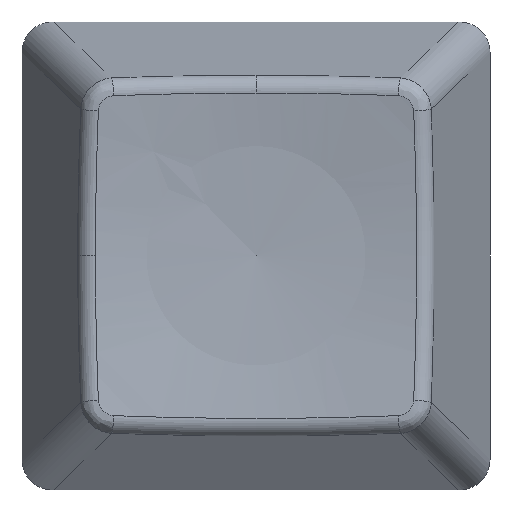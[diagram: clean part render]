
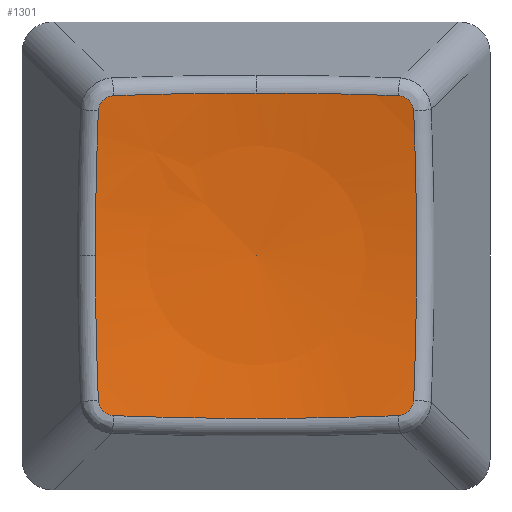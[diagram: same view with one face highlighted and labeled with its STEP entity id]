
A CAD part, top view. The second image highlights one B-rep face of the part: STEP entity #1301.
In plain terms, the highlighted spherical face has radius 43.833 mm.
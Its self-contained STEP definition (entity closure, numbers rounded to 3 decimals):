
#1140=CARTESIAN_POINT('',(-28.575,86.2,50.333));
#1141=DIRECTION('',(-0.,-0.,-1.));
#1142=DIRECTION('',(-0.702,0.712,-0.));
#1143=AXIS2_PLACEMENT_3D('',#1140,#1141,#1142);
#1144=SPHERICAL_SURFACE('',#1143,43.833);
#1145=CARTESIAN_POINT('',(-28.575,86.2,6.5));
#1146=VERTEX_POINT('',#1145);
#1147=CARTESIAN_POINT('',(-34.46,92.174,7.31));
#1148=VERTEX_POINT('',#1147);
#1149=CARTESIAN_POINT('',(-28.575,86.2,50.333));
#1150=DIRECTION('',(0.712,0.702,-0.));
#1151=DIRECTION('',(-0.702,0.712,-0.));
#1152=AXIS2_PLACEMENT_3D('',#1149,#1150,#1151);
#1153=CIRCLE('',#1152,43.833);
#1154=EDGE_CURVE('',#1146,#1148,#1153,.T.);
#1155=ORIENTED_EDGE('',*,*,#1154,.F.);
#1156=ORIENTED_EDGE('',*,*,#1154,.T.);
#1157=CARTESIAN_POINT('',(-34.638,91.766,7.28));
#1158=VERTEX_POINT('',#1157);
#1159=CARTESIAN_POINT('',(-34.05,92.352,7.281));
#1160=CARTESIAN_POINT('',(-34.126,92.349,7.29));
#1161=CARTESIAN_POINT('',(-34.201,92.332,7.297));
#1162=CARTESIAN_POINT('',(-34.271,92.302,7.302));
#1163=CARTESIAN_POINT('',(-34.341,92.271,7.307));
#1164=CARTESIAN_POINT('',(-34.405,92.228,7.31));
#1165=CARTESIAN_POINT('',(-34.459,92.175,7.31));
#1166=CARTESIAN_POINT('',(-34.513,92.121,7.31));
#1167=CARTESIAN_POINT('',(-34.557,92.057,7.307));
#1168=CARTESIAN_POINT('',(-34.587,91.987,7.302));
#1169=CARTESIAN_POINT('',(-34.617,91.918,7.297));
#1170=CARTESIAN_POINT('',(-34.635,91.843,7.289));
#1171=CARTESIAN_POINT('',(-34.638,91.766,7.28));
#1172=B_SPLINE_CURVE_WITH_KNOTS('',3,(#1159,#1160,#1161,#1162,#1163,#1164,#1165,#1166,#1167,#1168,#1169,#1170,#1171),.UNSPECIFIED.,.F.,.F.,(4,3,3,3,4),(0.,0.,0.,0.001,0.001),.UNSPECIFIED.);
#1173=EDGE_CURVE('',#1148,#1158,#1172,.T.);
#1174=ORIENTED_EDGE('',*,*,#1173,.T.);
#1175=CARTESIAN_POINT('',(-34.751,86.2,6.937));
#1176=VERTEX_POINT('',#1175);
#1177=CARTESIAN_POINT('',(-21.266,86.2,47.929));
#1178=DIRECTION('',(-0.95,0.,0.312));
#1179=DIRECTION('',(0.312,0.,0.95));
#1180=AXIS2_PLACEMENT_3D('',#1177,#1178,#1179);
#1181=CIRCLE('',#1180,43.152);
#1182=EDGE_CURVE('',#1158,#1176,#1181,.T.);
#1183=ORIENTED_EDGE('',*,*,#1182,.T.);
#1184=CARTESIAN_POINT('',(-34.638,80.634,7.28));
#1185=VERTEX_POINT('',#1184);
#1186=CARTESIAN_POINT('',(-21.266,86.2,47.929));
#1187=DIRECTION('',(-0.95,0.,0.312));
#1188=DIRECTION('',(0.312,0.,0.95));
#1189=AXIS2_PLACEMENT_3D('',#1186,#1187,#1188);
#1190=CIRCLE('',#1189,43.152);
#1191=EDGE_CURVE('',#1176,#1185,#1190,.T.);
#1192=ORIENTED_EDGE('',*,*,#1191,.T.);
#1193=CARTESIAN_POINT('',(-34.05,80.048,7.281));
#1194=VERTEX_POINT('',#1193);
#1195=CARTESIAN_POINT('',(-34.638,80.634,7.28));
#1196=CARTESIAN_POINT('',(-34.635,80.557,7.289));
#1197=CARTESIAN_POINT('',(-34.617,80.482,7.297));
#1198=CARTESIAN_POINT('',(-34.587,80.413,7.302));
#1199=CARTESIAN_POINT('',(-34.557,80.343,7.307));
#1200=CARTESIAN_POINT('',(-34.513,80.279,7.31));
#1201=CARTESIAN_POINT('',(-34.459,80.225,7.31));
#1202=CARTESIAN_POINT('',(-34.405,80.172,7.31));
#1203=CARTESIAN_POINT('',(-34.341,80.129,7.307));
#1204=CARTESIAN_POINT('',(-34.271,80.098,7.302));
#1205=CARTESIAN_POINT('',(-34.201,80.068,7.297));
#1206=CARTESIAN_POINT('',(-34.126,80.051,7.29));
#1207=CARTESIAN_POINT('',(-34.05,80.048,7.281));
#1208=B_SPLINE_CURVE_WITH_KNOTS('',3,(#1195,#1196,#1197,#1198,#1199,#1200,#1201,#1202,#1203,#1204,#1205,#1206,#1207),.UNSPECIFIED.,.F.,.F.,(4,3,3,3,4),(0.,0.,0.,0.001,0.001),.UNSPECIFIED.);
#1209=EDGE_CURVE('',#1185,#1194,#1208,.T.);
#1210=ORIENTED_EDGE('',*,*,#1209,.T.);
#1211=CARTESIAN_POINT('',(-23.1,80.048,7.281));
#1212=VERTEX_POINT('',#1211);
#1213=CARTESIAN_POINT('',(-28.575,92.969,48.196));
#1214=DIRECTION('',(0.,-0.954,0.301));
#1215=DIRECTION('',(0.,-0.301,-0.954));
#1216=AXIS2_PLACEMENT_3D('',#1213,#1214,#1215);
#1217=CIRCLE('',#1216,43.254);
#1218=EDGE_CURVE('',#1194,#1212,#1217,.T.);
#1219=ORIENTED_EDGE('',*,*,#1218,.T.);
#1220=CARTESIAN_POINT('',(-22.512,80.634,7.28));
#1221=VERTEX_POINT('',#1220);
#1222=CARTESIAN_POINT('',(-23.1,80.048,7.281));
#1223=CARTESIAN_POINT('',(-23.024,80.051,7.29));
#1224=CARTESIAN_POINT('',(-22.949,80.068,7.297));
#1225=CARTESIAN_POINT('',(-22.879,80.098,7.302));
#1226=CARTESIAN_POINT('',(-22.809,80.129,7.307));
#1227=CARTESIAN_POINT('',(-22.745,80.172,7.31));
#1228=CARTESIAN_POINT('',(-22.691,80.225,7.31));
#1229=CARTESIAN_POINT('',(-22.637,80.279,7.31));
#1230=CARTESIAN_POINT('',(-22.593,80.343,7.307));
#1231=CARTESIAN_POINT('',(-22.563,80.413,7.302));
#1232=CARTESIAN_POINT('',(-22.533,80.482,7.297));
#1233=CARTESIAN_POINT('',(-22.515,80.557,7.289));
#1234=CARTESIAN_POINT('',(-22.512,80.634,7.28));
#1235=B_SPLINE_CURVE_WITH_KNOTS('',3,(#1222,#1223,#1224,#1225,#1226,#1227,#1228,#1229,#1230,#1231,#1232,#1233,#1234),.UNSPECIFIED.,.F.,.F.,(4,3,3,3,4),(0.,0.,0.,0.001,0.001),.UNSPECIFIED.);
#1236=EDGE_CURVE('',#1212,#1221,#1235,.T.);
#1237=ORIENTED_EDGE('',*,*,#1236,.T.);
#1238=CARTESIAN_POINT('',(-22.512,91.766,7.28));
#1239=VERTEX_POINT('',#1238);
#1240=CARTESIAN_POINT('',(-35.884,86.2,47.929));
#1241=DIRECTION('',(0.95,0.,0.312));
#1242=DIRECTION('',(0.312,0.,-0.95));
#1243=AXIS2_PLACEMENT_3D('',#1240,#1241,#1242);
#1244=CIRCLE('',#1243,43.152);
#1245=EDGE_CURVE('',#1221,#1239,#1244,.T.);
#1246=ORIENTED_EDGE('',*,*,#1245,.T.);
#1247=CARTESIAN_POINT('',(-23.1,92.352,7.281));
#1248=VERTEX_POINT('',#1247);
#1249=CARTESIAN_POINT('',(-22.512,91.766,7.28));
#1250=CARTESIAN_POINT('',(-22.515,91.843,7.289));
#1251=CARTESIAN_POINT('',(-22.533,91.918,7.297));
#1252=CARTESIAN_POINT('',(-22.563,91.987,7.302));
#1253=CARTESIAN_POINT('',(-22.593,92.057,7.307));
#1254=CARTESIAN_POINT('',(-22.637,92.121,7.31));
#1255=CARTESIAN_POINT('',(-22.691,92.175,7.31));
#1256=CARTESIAN_POINT('',(-22.745,92.228,7.31));
#1257=CARTESIAN_POINT('',(-22.809,92.271,7.307));
#1258=CARTESIAN_POINT('',(-22.879,92.302,7.302));
#1259=CARTESIAN_POINT('',(-22.949,92.332,7.297));
#1260=CARTESIAN_POINT('',(-23.024,92.349,7.29));
#1261=CARTESIAN_POINT('',(-23.1,92.352,7.281));
#1262=B_SPLINE_CURVE_WITH_KNOTS('',3,(#1249,#1250,#1251,#1252,#1253,#1254,#1255,#1256,#1257,#1258,#1259,#1260,#1261),.UNSPECIFIED.,.F.,.F.,(4,3,3,3,4),(-0.,0.,0.,0.001,0.001),.UNSPECIFIED.);
#1263=EDGE_CURVE('',#1239,#1248,#1262,.T.);
#1264=ORIENTED_EDGE('',*,*,#1263,.T.);
#1265=CARTESIAN_POINT('',(-28.575,92.456,6.949));
#1266=VERTEX_POINT('',#1265);
#1267=CARTESIAN_POINT('',(-28.575,79.431,48.196));
#1268=DIRECTION('',(0.,0.954,0.301));
#1269=DIRECTION('',(0.,-0.301,0.954));
#1270=AXIS2_PLACEMENT_3D('',#1267,#1268,#1269);
#1271=CIRCLE('',#1270,43.254);
#1272=EDGE_CURVE('',#1248,#1266,#1271,.T.);
#1273=ORIENTED_EDGE('',*,*,#1272,.T.);
#1274=CARTESIAN_POINT('',(-34.05,92.352,7.281));
#1275=VERTEX_POINT('',#1274);
#1276=CARTESIAN_POINT('',(-28.575,79.431,48.196));
#1277=DIRECTION('',(0.,0.954,0.301));
#1278=DIRECTION('',(0.,-0.301,0.954));
#1279=AXIS2_PLACEMENT_3D('',#1276,#1277,#1278);
#1280=CIRCLE('',#1279,43.254);
#1281=EDGE_CURVE('',#1266,#1275,#1280,.T.);
#1282=ORIENTED_EDGE('',*,*,#1281,.T.);
#1283=CARTESIAN_POINT('',(-34.05,92.352,7.281));
#1284=CARTESIAN_POINT('',(-34.126,92.349,7.29));
#1285=CARTESIAN_POINT('',(-34.201,92.332,7.297));
#1286=CARTESIAN_POINT('',(-34.271,92.302,7.302));
#1287=CARTESIAN_POINT('',(-34.341,92.271,7.307));
#1288=CARTESIAN_POINT('',(-34.405,92.228,7.31));
#1289=CARTESIAN_POINT('',(-34.459,92.175,7.31));
#1290=CARTESIAN_POINT('',(-34.513,92.121,7.31));
#1291=CARTESIAN_POINT('',(-34.557,92.057,7.307));
#1292=CARTESIAN_POINT('',(-34.587,91.987,7.302));
#1293=CARTESIAN_POINT('',(-34.617,91.918,7.297));
#1294=CARTESIAN_POINT('',(-34.635,91.843,7.289));
#1295=CARTESIAN_POINT('',(-34.638,91.766,7.28));
#1296=B_SPLINE_CURVE_WITH_KNOTS('',3,(#1283,#1284,#1285,#1286,#1287,#1288,#1289,#1290,#1291,#1292,#1293,#1294,#1295),.UNSPECIFIED.,.F.,.F.,(4,3,3,3,4),(0.,0.,0.,0.001,0.001),.UNSPECIFIED.);
#1297=EDGE_CURVE('',#1275,#1148,#1296,.T.);
#1298=ORIENTED_EDGE('',*,*,#1297,.T.);
#1299=EDGE_LOOP('',(#1155,#1156,#1174,#1183,#1192,#1210,#1219,#1237,#1246,#1264,#1273,#1282,#1298));
#1300=FACE_BOUND('',#1299,.T.);
#1301=ADVANCED_FACE('',(#1300),#1144,.F.);
